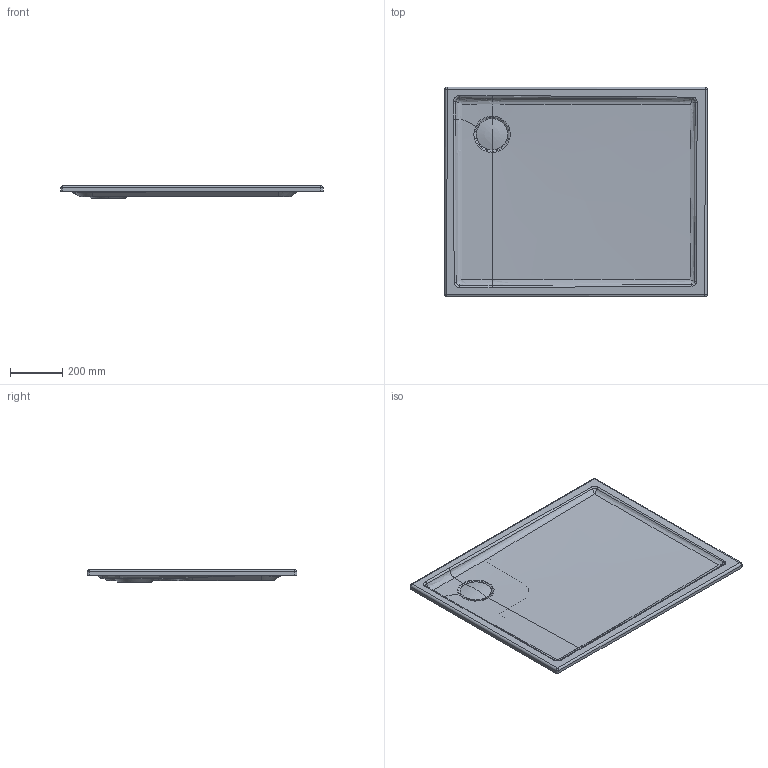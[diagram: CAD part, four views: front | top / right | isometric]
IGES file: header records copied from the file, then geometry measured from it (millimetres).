
Global section: file name: No Iges File Name specified; native system: Autodesk Inventor 2011; preprocessor: AutoDesk Inventor Iges Exporter R2011; author: Administrator; date: 20130627.202255; units: millimetre
Bounding box: 1000.29 x 800.36 x 47 mm (x, y, z)
Volume: 17371475.3 mm3; surface area: 2678657.7 mm2
Topology: 3 solids, 3 shells, 148 faces, 367 edges, 212 vertices
Faces by surface type: bspline 57, plane 33, revolution 24, cone 15, cylinder 14, sphere 5
